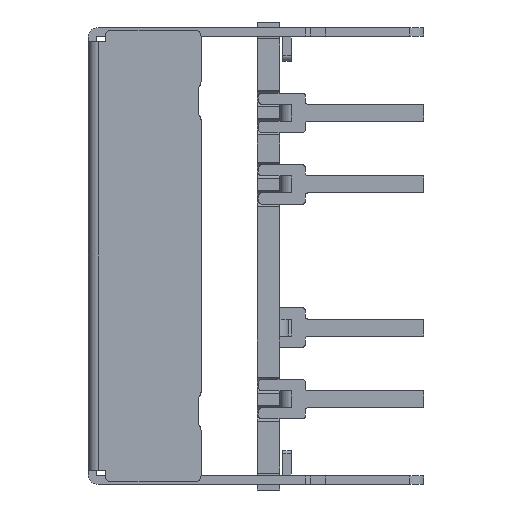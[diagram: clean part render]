
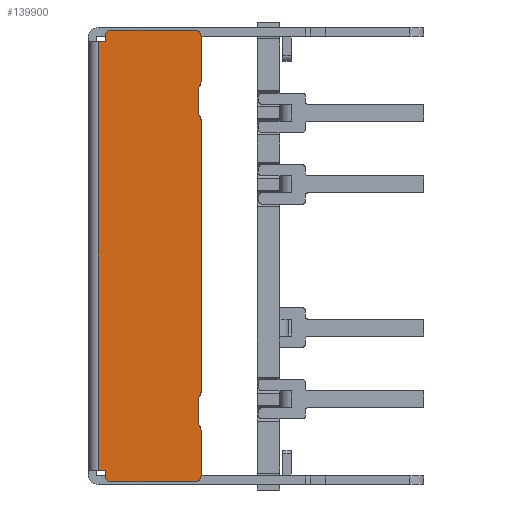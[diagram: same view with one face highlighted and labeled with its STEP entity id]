
A CAD part, left-side view. The second image highlights one B-rep face of the part: STEP entity #139900.
In plain terms, the highlighted planar face has unit normal (-1, 0, 0).
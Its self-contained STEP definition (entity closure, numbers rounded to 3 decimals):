
#133980=CARTESIAN_POINT('',(-11.4,6.55,12.1));
#133990=DIRECTION('',(0.,0.,-1.));
#134000=VECTOR('',#133990,1.);
#134010=LINE('',#133980,#134000);
#134020=CARTESIAN_POINT('',(-11.4,6.55,7.6));
#134030=VERTEX_POINT('',#134020);
#134040=CARTESIAN_POINT('',(-11.4,6.55,-7.6));
#134050=VERTEX_POINT('',#134040);
#134060=EDGE_CURVE('',#134030,#134050,#134010,.T.);
#136520=CARTESIAN_POINT('',(-11.4,2.8,5.091));
#136530=DIRECTION('',(-1.,0.,0.));
#136540=DIRECTION('',(0.,1.,0.));
#136550=AXIS2_PLACEMENT_3D('',#136520,#136530,#136540);
#136560=CIRCLE('',#136550,0.2);
#136570=CARTESIAN_POINT('',(-11.4,3.,5.091));
#136580=VERTEX_POINT('',#136570);
#136590=CARTESIAN_POINT('',(-11.4,2.95,4.959));
#136600=VERTEX_POINT('',#136590);
#136610=EDGE_CURVE('',#136580,#136600,#136560,.T.);
#136840=CARTESIAN_POINT('',(-11.4,3.,2.25));
#136850=DIRECTION('',(0.,0.,-1.));
#136860=VECTOR('',#136850,1.);
#136870=LINE('',#136840,#136860);
#136880=CARTESIAN_POINT('',(-11.4,3.,5.909));
#136890=VERTEX_POINT('',#136880);
#136900=EDGE_CURVE('',#136890,#136580,#136870,.T.);
#137080=CARTESIAN_POINT('',(-11.4,2.8,5.909));
#137090=DIRECTION('',(-1.,0.,0.));
#137100=DIRECTION('',(0.,0.75,0.661));
#137110=AXIS2_PLACEMENT_3D('',#137080,#137090,#137100);
#137120=CIRCLE('',#137110,0.2);
#137130=CARTESIAN_POINT('',(-11.4,2.95,6.041));
#137140=VERTEX_POINT('',#137130);
#137150=EDGE_CURVE('',#137140,#136890,#137120,.T.);
#137330=CARTESIAN_POINT('',(-11.4,3.1,6.173));
#137340=DIRECTION('',(1.,0.,0.));
#137350=DIRECTION('',(0.,-1.,0.));
#137360=AXIS2_PLACEMENT_3D('',#137330,#137340,#137350);
#137370=CIRCLE('',#137360,0.2);
#137380=CARTESIAN_POINT('',(-11.4,2.9,6.173));
#137390=VERTEX_POINT('',#137380);
#137400=EDGE_CURVE('',#137390,#137140,#137370,.T.);
#137580=CARTESIAN_POINT('',(-11.4,2.9,2.25));
#137590=DIRECTION('',(0.,0.,1.));
#137600=VECTOR('',#137590,1.);
#137610=LINE('',#137580,#137600);
#137620=CARTESIAN_POINT('',(-11.4,2.9,7.8));
#137630=VERTEX_POINT('',#137620);
#137640=EDGE_CURVE('',#137390,#137630,#137610,.T.);
#137820=CARTESIAN_POINT('',(-11.4,3.1,7.8));
#137830=DIRECTION('',(1.,0.,0.));
#137840=DIRECTION('',(0.,0.,1.));
#137850=AXIS2_PLACEMENT_3D('',#137820,#137830,#137840);
#137860=CIRCLE('',#137850,0.2);
#137870=CARTESIAN_POINT('',(-11.4,3.1,8.));
#137880=VERTEX_POINT('',#137870);
#137890=EDGE_CURVE('',#137880,#137630,#137860,.T.);
#138070=CARTESIAN_POINT('',(-11.4,0.9,8.));
#138080=DIRECTION('',(0.,1.,0.));
#138090=VECTOR('',#138080,1.);
#138100=LINE('',#138070,#138090);
#138110=CARTESIAN_POINT('',(-11.4,6.1,8.));
#138120=VERTEX_POINT('',#138110);
#138130=EDGE_CURVE('',#137880,#138120,#138100,.T.);
#138310=CARTESIAN_POINT('',(-11.4,6.1,7.8));
#138320=DIRECTION('',(1.,0.,0.));
#138330=DIRECTION('',(0.,1.,0.));
#138340=AXIS2_PLACEMENT_3D('',#138310,#138320,#138330);
#138350=CIRCLE('',#138340,0.2);
#138360=CARTESIAN_POINT('',(-11.4,6.3,7.8));
#138370=VERTEX_POINT('',#138360);
#138380=EDGE_CURVE('',#138370,#138120,#138350,.T.);
#138510=CARTESIAN_POINT('',(-11.4,-1.,12.6));
#138520=DIRECTION('',(1.,0.,0.));
#138530=DIRECTION('',(0.,0.,-1.));
#138540=AXIS2_PLACEMENT_3D('',#138510,#138520,#138530);
#138550=PLANE('',#138540);
#138560=CARTESIAN_POINT('',(-11.4,3.1,4.827));
#138570=DIRECTION('',(1.,0.,0.));
#138580=DIRECTION('',(0.,-0.75,0.661));
#138590=AXIS2_PLACEMENT_3D('',#138560,#138570,#138580);
#138600=CIRCLE('',#138590,0.2);
#138610=CARTESIAN_POINT('',(-11.4,2.9,4.827));
#138620=VERTEX_POINT('',#138610);
#138630=EDGE_CURVE('',#136600,#138620,#138600,.T.);
#138640=ORIENTED_EDGE('',*,*,#138630,.F.);
#138650=CARTESIAN_POINT('',(-11.4,2.9,2.25));
#138660=DIRECTION('',(0.,0.,-1.));
#138670=VECTOR('',#138660,1.);
#138680=LINE('',#138650,#138670);
#138690=CARTESIAN_POINT('',(-11.4,2.9,-4.827));
#138700=VERTEX_POINT('',#138690);
#138710=EDGE_CURVE('',#138620,#138700,#138680,.T.);
#138720=ORIENTED_EDGE('',*,*,#138710,.F.);
#138730=CARTESIAN_POINT('',(-11.4,3.1,-4.827));
#138740=DIRECTION('',(1.,0.,0.));
#138750=DIRECTION('',(0.,-1.,0.));
#138760=AXIS2_PLACEMENT_3D('',#138730,#138740,#138750);
#138770=CIRCLE('',#138760,0.2);
#138780=CARTESIAN_POINT('',(-11.4,2.95,-4.959));
#138790=VERTEX_POINT('',#138780);
#138800=EDGE_CURVE('',#138700,#138790,#138770,.T.);
#138810=ORIENTED_EDGE('',*,*,#138800,.F.);
#138820=CARTESIAN_POINT('',(-11.4,2.8,-5.091));
#138830=DIRECTION('',(-1.,0.,0.));
#138840=DIRECTION('',(0.,0.75,0.661));
#138850=AXIS2_PLACEMENT_3D('',#138820,#138830,#138840);
#138860=CIRCLE('',#138850,0.2);
#138870=CARTESIAN_POINT('',(-11.4,3.,-5.091));
#138880=VERTEX_POINT('',#138870);
#138890=EDGE_CURVE('',#138790,#138880,#138860,.T.);
#138900=ORIENTED_EDGE('',*,*,#138890,.F.);
#138910=CARTESIAN_POINT('',(-11.4,3.,2.25));
#138920=DIRECTION('',(0.,0.,1.));
#138930=VECTOR('',#138920,1.);
#138940=LINE('',#138910,#138930);
#138950=CARTESIAN_POINT('',(-11.4,3.,-5.909));
#138960=VERTEX_POINT('',#138950);
#138970=EDGE_CURVE('',#138960,#138880,#138940,.T.);
#138980=ORIENTED_EDGE('',*,*,#138970,.T.);
#138990=CARTESIAN_POINT('',(-11.4,2.8,-5.909));
#139000=DIRECTION('',(-1.,0.,0.));
#139010=DIRECTION('',(0.,1.,0.));
#139020=AXIS2_PLACEMENT_3D('',#138990,#139000,#139010);
#139030=CIRCLE('',#139020,0.2);
#139040=CARTESIAN_POINT('',(-11.4,2.95,-6.041));
#139050=VERTEX_POINT('',#139040);
#139060=EDGE_CURVE('',#138960,#139050,#139030,.T.);
#139070=ORIENTED_EDGE('',*,*,#139060,.F.);
#139080=CARTESIAN_POINT('',(-11.4,3.1,-6.173));
#139090=DIRECTION('',(1.,0.,0.));
#139100=DIRECTION('',(0.,-0.75,0.661));
#139110=AXIS2_PLACEMENT_3D('',#139080,#139090,#139100);
#139120=CIRCLE('',#139110,0.2);
#139130=CARTESIAN_POINT('',(-11.4,2.9,-6.173));
#139140=VERTEX_POINT('',#139130);
#139150=EDGE_CURVE('',#139050,#139140,#139120,.T.);
#139160=ORIENTED_EDGE('',*,*,#139150,.F.);
#139170=CARTESIAN_POINT('',(-11.4,2.9,2.25));
#139180=DIRECTION('',(0.,0.,-1.));
#139190=VECTOR('',#139180,1.);
#139200=LINE('',#139170,#139190);
#139210=CARTESIAN_POINT('',(-11.4,2.9,-7.8));
#139220=VERTEX_POINT('',#139210);
#139230=EDGE_CURVE('',#139140,#139220,#139200,.T.);
#139240=ORIENTED_EDGE('',*,*,#139230,.F.);
#139250=CARTESIAN_POINT('',(-11.4,3.1,-7.8));
#139260=DIRECTION('',(1.,0.,0.));
#139270=DIRECTION('',(0.,-1.,0.));
#139280=AXIS2_PLACEMENT_3D('',#139250,#139260,#139270);
#139290=CIRCLE('',#139280,0.2);
#139300=CARTESIAN_POINT('',(-11.4,3.1,-8.));
#139310=VERTEX_POINT('',#139300);
#139320=EDGE_CURVE('',#139220,#139310,#139290,.T.);
#139330=ORIENTED_EDGE('',*,*,#139320,.F.);
#139340=CARTESIAN_POINT('',(-11.4,0.9,-8.));
#139350=DIRECTION('',(0.,1.,0.));
#139360=VECTOR('',#139350,1.);
#139370=LINE('',#139340,#139360);
#139380=CARTESIAN_POINT('',(-11.4,6.1,-8.));
#139390=VERTEX_POINT('',#139380);
#139400=EDGE_CURVE('',#139310,#139390,#139370,.T.);
#139410=ORIENTED_EDGE('',*,*,#139400,.F.);
#139420=CARTESIAN_POINT('',(-11.4,6.1,-7.8));
#139430=DIRECTION('',(1.,0.,0.));
#139440=DIRECTION('',(0.,0.,-1.));
#139450=AXIS2_PLACEMENT_3D('',#139420,#139430,#139440);
#139460=CIRCLE('',#139450,0.2);
#139470=CARTESIAN_POINT('',(-11.4,6.3,-7.8));
#139480=VERTEX_POINT('',#139470);
#139490=EDGE_CURVE('',#139390,#139480,#139460,.T.);
#139500=ORIENTED_EDGE('',*,*,#139490,.F.);
#139510=CARTESIAN_POINT('',(-11.4,6.3,2.25));
#139520=DIRECTION('',(0.,0.,1.));
#139530=VECTOR('',#139520,1.);
#139540=LINE('',#139510,#139530);
#139550=CARTESIAN_POINT('',(-11.4,6.3,-7.6));
#139560=VERTEX_POINT('',#139550);
#139570=EDGE_CURVE('',#139480,#139560,#139540,.T.);
#139580=ORIENTED_EDGE('',*,*,#139570,.F.);
#139590=CARTESIAN_POINT('',(-11.4,0.9,-7.6));
#139600=DIRECTION('',(0.,1.,0.));
#139610=VECTOR('',#139600,1.);
#139620=LINE('',#139590,#139610);
#139630=EDGE_CURVE('',#139560,#134050,#139620,.T.);
#139640=ORIENTED_EDGE('',*,*,#139630,.F.);
#139650=ORIENTED_EDGE('',*,*,#134060,.T.);
#139660=CARTESIAN_POINT('',(-11.4,0.9,7.6));
#139670=DIRECTION('',(0.,1.,0.));
#139680=VECTOR('',#139670,1.);
#139690=LINE('',#139660,#139680);
#139700=CARTESIAN_POINT('',(-11.4,6.3,7.6));
#139710=VERTEX_POINT('',#139700);
#139720=EDGE_CURVE('',#139710,#134030,#139690,.T.);
#139730=ORIENTED_EDGE('',*,*,#139720,.T.);
#139740=CARTESIAN_POINT('',(-11.4,6.3,2.25));
#139750=DIRECTION('',(0.,0.,-1.));
#139760=VECTOR('',#139750,1.);
#139770=LINE('',#139740,#139760);
#139780=EDGE_CURVE('',#138370,#139710,#139770,.T.);
#139790=ORIENTED_EDGE('',*,*,#139780,.T.);
#139800=ORIENTED_EDGE('',*,*,#138380,.F.);
#139810=ORIENTED_EDGE('',*,*,#138130,.T.);
#139820=ORIENTED_EDGE('',*,*,#137890,.F.);
#139830=ORIENTED_EDGE('',*,*,#137640,.T.);
#139840=ORIENTED_EDGE('',*,*,#137400,.F.);
#139850=ORIENTED_EDGE('',*,*,#137150,.F.);
#139860=ORIENTED_EDGE('',*,*,#136900,.F.);
#139870=ORIENTED_EDGE('',*,*,#136610,.F.);
#139880=EDGE_LOOP('',(#139870,#139860,#139850,#139840,#139830,#139820,
#139810,#139800,#139790,#139730,#139650,#139640,#139580,#139500,#139410,
#139330,#139240,#139160,#139070,#138980,#138900,#138810,#138720,#138640)
);
#139890=FACE_OUTER_BOUND('',#139880,.T.);
#139900=ADVANCED_FACE('',(#139890),#138550,.F.);
